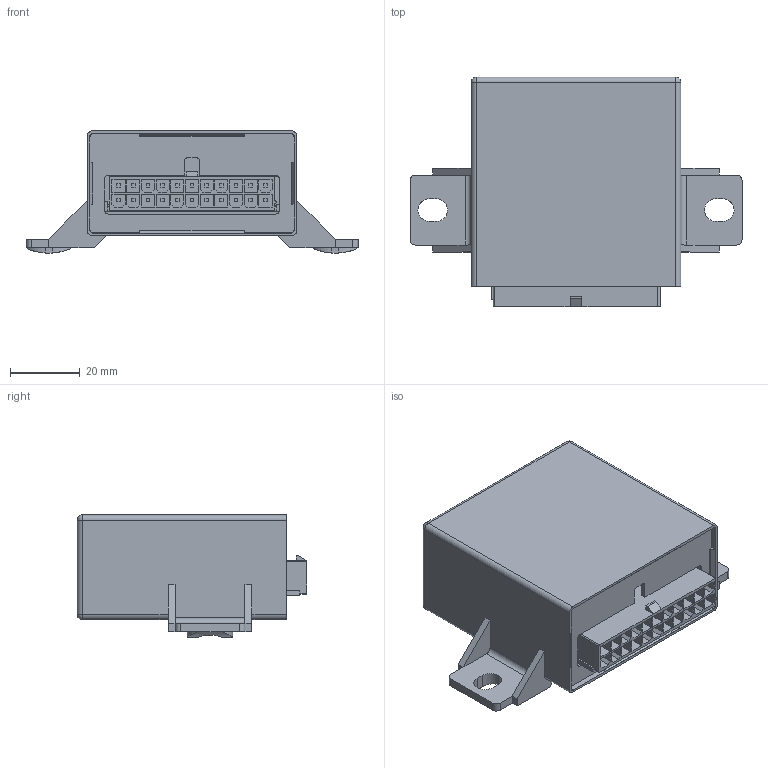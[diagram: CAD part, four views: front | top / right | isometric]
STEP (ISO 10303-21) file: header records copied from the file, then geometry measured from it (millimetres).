
FILE_DESCRIPTION (( 'STEP AP214' ), '1' );
FILE_NAME ('CAN_IO_Modul_Blende.STEP', '2018-02-02T09:50:08', ( '' ), ( '' ), 'SwSTEP 2.0', 'SolidWorks 2017', '' );
FILE_SCHEMA (( 'AUTOMOTIVE_DESIGN' ));
Length unit declared in the file: millimetre
Products named in the file (5): CAN_IO_Modul_Blende; 107994_FACING_60x60x30; 105194_546200803_Rev-A; 08031_mrs_can_io_f_pcb; 87427-2202
Assembly tree (4 placements, depth 2):
  CAN_IO_Modul_Blende
    105194_546200803_Rev-A
    87427-2202
    08031_mrs_can_io_f_pcb
    107994_FACING_60x60x30
Bounding box: 95 x 65.7 x 35 mm (x, y, z)
Volume: 36717.7 mm3; surface area: 52962.7 mm2
Topology: 297 solids, 297 shells, 3147 faces, 7412 edges, 4926 vertices
Faces by surface type: plane 2422, cylinder 721, sphere 4
Entity records: 113929 total; most frequent: CARTESIAN_POINT 15718, DIRECTION 15144, ORIENTED_EDGE 14816, EDGE_CURVE 7408, LINE 5952, VECTOR 5952, VERTEX_POINT 4926, AXIS2_PLACEMENT_3D 4596
